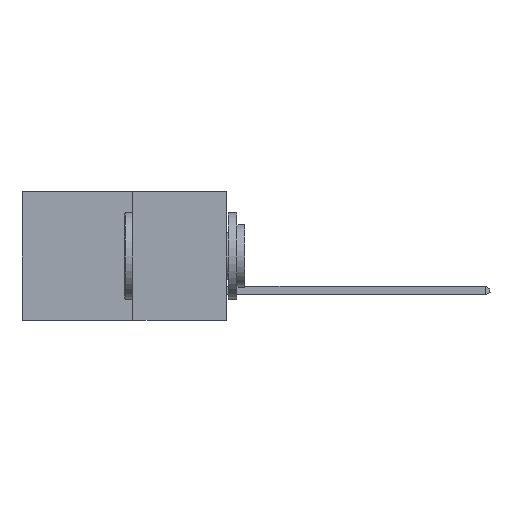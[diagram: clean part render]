
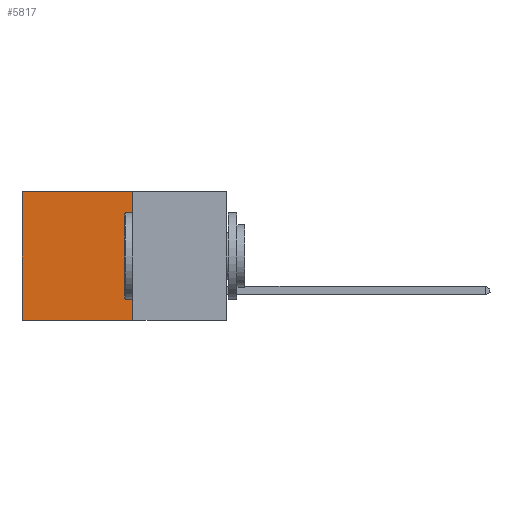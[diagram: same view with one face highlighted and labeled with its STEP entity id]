
A CAD part, left-side view. The second image highlights one B-rep face of the part: STEP entity #5817.
In plain terms, the highlighted planar face has unit normal (-1, 0, 0).
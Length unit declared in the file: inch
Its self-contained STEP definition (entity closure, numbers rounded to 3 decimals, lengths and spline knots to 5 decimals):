
#421 = EDGE_LOOP ( 'NONE', ( #2332, #14457, #13629, #2515 ) ) ;
#548 = CARTESIAN_POINT ( 'NONE',  ( 0.277, 0.59, 0. ) ) ;
#751 = LINE ( 'NONE', #8893, #9419 ) ;
#1454 = EDGE_CURVE ( 'NONE', #10137, #8381, #8536, .T. ) ;
#1645 = FACE_OUTER_BOUND ( 'NONE', #421, .T. ) ;
#2130 = DIRECTION ( 'NONE',  ( 0., 1., 0. ) ) ;
#2332 = ORIENTED_EDGE ( 'NONE', *, *, #9563, .T. ) ;
#2512 = VECTOR ( 'NONE', #10264, 39.37008 ) ;
#2515 = ORIENTED_EDGE ( 'NONE', *, *, #13393, .T. ) ;
#3239 = AXIS2_PLACEMENT_3D ( 'NONE', #11932, #11696, #11653 ) ;
#3435 = VERTEX_POINT ( 'NONE', #13646 ) ;
#4569 = DIRECTION ( 'NONE',  ( 0., 0., -1. ) ) ;
#4744 = LINE ( 'NONE', #14437, #7385 ) ;
#5524 = CARTESIAN_POINT ( 'NONE',  ( 0.277, 0.59, -0.37 ) ) ;
#5817 = ADVANCED_FACE ( 'NONE', ( #1645 ), #11770, .F. ) ;
#6514 = DIRECTION ( 'NONE',  ( 0., 0., -1. ) ) ;
#6519 = CARTESIAN_POINT ( 'NONE',  ( 0.277, 0.27, -0.37 ) ) ;
#6729 = VERTEX_POINT ( 'NONE', #548 ) ;
#7385 = VECTOR ( 'NONE', #4569, 39.37008 ) ;
#8117 = LINE ( 'NONE', #6519, #13876 ) ;
#8224 = EDGE_CURVE ( 'NONE', #3435, #10137, #8117, .T. ) ;
#8381 = VERTEX_POINT ( 'NONE', #5524 ) ;
#8536 = LINE ( 'NONE', #10063, #2512 ) ;
#8893 = CARTESIAN_POINT ( 'NONE',  ( 0.277, 0.27, 0. ) ) ;
#9419 = VECTOR ( 'NONE', #2130, 39.37008 ) ;
#9563 = EDGE_CURVE ( 'NONE', #6729, #8381, #4744, .T. ) ;
#10063 = CARTESIAN_POINT ( 'NONE',  ( 0.277, 0.27, -0.37 ) ) ;
#10137 = VERTEX_POINT ( 'NONE', #12380 ) ;
#10264 = DIRECTION ( 'NONE',  ( 0., 1., 0. ) ) ;
#11653 = DIRECTION ( 'NONE',  ( 0., 0., -1. ) ) ;
#11696 = DIRECTION ( 'NONE',  ( 1., 0., 0. ) ) ;
#11770 = PLANE ( 'NONE',  #3239 ) ;
#11932 = CARTESIAN_POINT ( 'NONE',  ( 0.277, 0.27, -0.37 ) ) ;
#12380 = CARTESIAN_POINT ( 'NONE',  ( 0.277, 0.27, -0.37 ) ) ;
#13393 = EDGE_CURVE ( 'NONE', #3435, #6729, #751, .T. ) ;
#13629 = ORIENTED_EDGE ( 'NONE', *, *, #8224, .F. ) ;
#13646 = CARTESIAN_POINT ( 'NONE',  ( 0.277, 0.27, 0. ) ) ;
#13876 = VECTOR ( 'NONE', #6514, 39.37008 ) ;
#14437 = CARTESIAN_POINT ( 'NONE',  ( 0.277, 0.59, -0.37 ) ) ;
#14457 = ORIENTED_EDGE ( 'NONE', *, *, #1454, .F. ) ;
